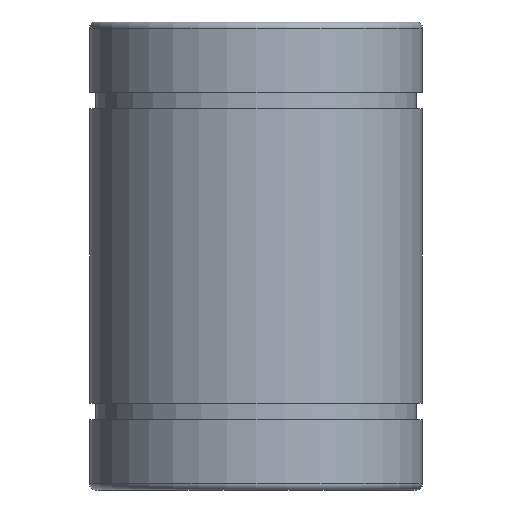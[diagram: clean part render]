
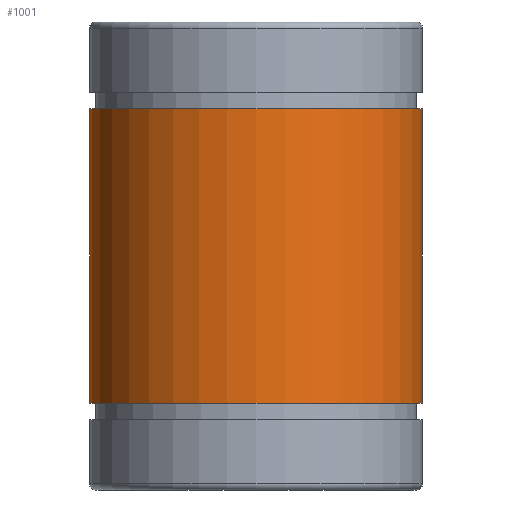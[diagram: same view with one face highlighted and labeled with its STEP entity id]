
A CAD part, front view. The second image highlights one B-rep face of the part: STEP entity #1001.
In plain terms, the highlighted cylindrical face has radius 16 mm (diameter 32 mm), a partial arc.
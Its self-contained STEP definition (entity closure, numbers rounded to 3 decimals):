
#34 = EDGE_LOOP ( 'NONE', ( #533, #534, #535, #536 ) ) ;
#127 = VERTEX_POINT ( 'NONE', #159 ) ;
#128 = VERTEX_POINT ( 'NONE', #160 ) ;
#129 = VERTEX_POINT ( 'NONE', #161 ) ;
#130 = VERTEX_POINT ( 'NONE', #162 ) ;
#159 = CARTESIAN_POINT ( 'NONE',  ( 16., 0., -14.15 ) ) ;
#160 = CARTESIAN_POINT ( 'NONE',  ( -16., 0., -14.15 ) ) ;
#161 = CARTESIAN_POINT ( 'NONE',  ( -16., 0., 14.15 ) ) ;
#162 = CARTESIAN_POINT ( 'NONE',  ( 16., 0., 14.15 ) ) ;
#172 = CARTESIAN_POINT ( 'NONE',  ( 16., 0., 22.5 ) ) ;
#175 = DIRECTION ( 'NONE',  ( 0., 0., 1. ) ) ;
#289 = CARTESIAN_POINT ( 'NONE',  ( 0., 0., 14.15 ) ) ;
#295 = DIRECTION ( 'NONE',  ( 0., 0., 1. ) ) ;
#296 = DIRECTION ( 'NONE',  ( 1., 0., 0. ) ) ;
#301 = CARTESIAN_POINT ( 'NONE',  ( 0., 0., -14.15 ) ) ;
#302 = DIRECTION ( 'NONE',  ( 0., 0., 1. ) ) ;
#303 = DIRECTION ( 'NONE',  ( 1., 0., 0. ) ) ;
#304 = CARTESIAN_POINT ( 'NONE',  ( -16., 0., 22.5 ) ) ;
#305 = DIRECTION ( 'NONE',  ( 0., 0., 1. ) ) ;
#389 = DIRECTION ( 'NONE',  ( 1., 0., 0. ) ) ;
#390 = DIRECTION ( 'NONE',  ( 0., 0., 1. ) ) ;
#391 = CARTESIAN_POINT ( 'NONE',  ( 0., 0., 22.5 ) ) ;
#533 = ORIENTED_EDGE ( 'NONE', *, *, #858, .F. ) ;
#534 = ORIENTED_EDGE ( 'NONE', *, *, #857, .T. ) ;
#535 = ORIENTED_EDGE ( 'NONE', *, *, #809, .T. ) ;
#536 = ORIENTED_EDGE ( 'NONE', *, *, #854, .F. ) ;
#609 = VECTOR ( 'NONE', #175, 1000. ) ;
#611 = LINE ( 'NONE', #172, #609 ) ;
#664 = VECTOR ( 'NONE', #305, 1000. ) ;
#666 = LINE ( 'NONE', #304, #664 ) ;
#669 = CIRCLE ( 'NONE', #899, 16. ) ;
#673 = CIRCLE ( 'NONE', #900, 16. ) ;
#721 = FACE_OUTER_BOUND ( 'NONE', #34, .T. ) ;
#722 = CYLINDRICAL_SURFACE ( 'NONE', #934, 16. ) ;
#809 = EDGE_CURVE ( 'NONE', #127, #130, #611, .T. ) ;
#854 = EDGE_CURVE ( 'NONE', #129, #130, #669, .T. ) ;
#857 = EDGE_CURVE ( 'NONE', #128, #127, #673, .T. ) ;
#858 = EDGE_CURVE ( 'NONE', #128, #129, #666, .T. ) ;
#899 = AXIS2_PLACEMENT_3D ( 'NONE', #289, #295, #296 ) ;
#900 = AXIS2_PLACEMENT_3D ( 'NONE', #301, #302, #303 ) ;
#934 = AXIS2_PLACEMENT_3D ( 'NONE', #391, #390, #389 ) ;
#1001 = ADVANCED_FACE ( 'NONE', ( #721 ), #722, .T. ) ;
